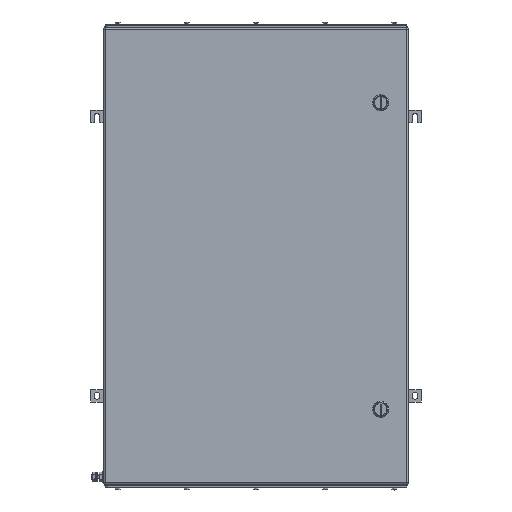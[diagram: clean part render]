
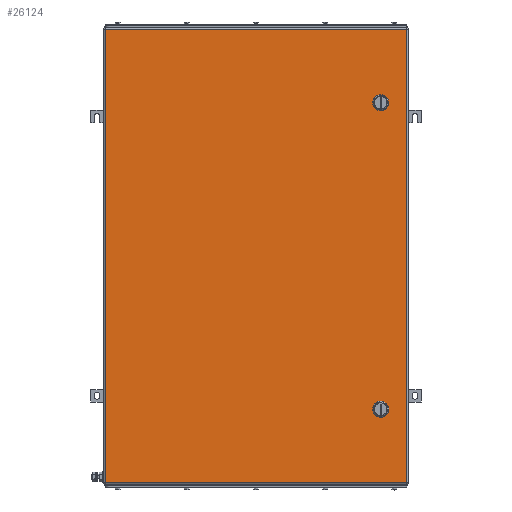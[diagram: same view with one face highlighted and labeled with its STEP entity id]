
A CAD part, top view. The second image highlights one B-rep face of the part: STEP entity #26124.
In plain terms, the highlighted planar face has unit normal (0, 0, 1).
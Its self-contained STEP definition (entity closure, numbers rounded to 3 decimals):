
#25938=AXIS2_PLACEMENT_3D('Circle Axis2P3D',#25936,#25937,$) ;
#25965=AXIS2_PLACEMENT_3D('Plane Axis2P3D',#25962,#25963,#25964) ;
#26010=AXIS2_PLACEMENT_3D('Circle Axis2P3D',#26008,#26009,$) ;
#26024=AXIS2_PLACEMENT_3D('Circle Axis2P3D',#26022,#26023,$) ;
#26038=AXIS2_PLACEMENT_3D('Circle Axis2P3D',#26036,#26037,$) ;
#26060=AXIS2_PLACEMENT_3D('Circle Axis2P3D',#26058,#26059,$) ;
#26076=AXIS2_PLACEMENT_3D('Circle Axis2P3D',#26074,#26075,$) ;
#26090=AXIS2_PLACEMENT_3D('Circle Axis2P3D',#26088,#26089,$) ;
#26104=AXIS2_PLACEMENT_3D('Circle Axis2P3D',#26102,#26103,$) ;
#25933=CARTESIAN_POINT('Vertex',(585.056,764.45,153.5)) ;
#25936=CARTESIAN_POINT('Axis2P3D Location',(580.,774.5,153.5)) ;
#25940=CARTESIAN_POINT('Vertex',(590.05,769.444,153.5)) ;
#25962=CARTESIAN_POINT('Axis2P3D Location',(330.5,468.,153.5)) ;
#25967=CARTESIAN_POINT('Line Origine',(330.5,921.5,153.5)) ;
#25971=CARTESIAN_POINT('Vertex',(632.,921.5,153.5)) ;
#25973=CARTESIAN_POINT('Vertex',(29.,921.5,153.5)) ;
#25976=CARTESIAN_POINT('Line Origine',(29.,468.,153.5)) ;
#25980=CARTESIAN_POINT('Vertex',(29.,14.5,153.5)) ;
#25983=CARTESIAN_POINT('Line Origine',(330.5,14.5,153.5)) ;
#25987=CARTESIAN_POINT('Vertex',(632.,14.5,153.5)) ;
#25990=CARTESIAN_POINT('Line Origine',(632.,468.,153.5)) ;
#26001=CARTESIAN_POINT('Line Origine',(580.,764.45,153.5)) ;
#26005=CARTESIAN_POINT('Vertex',(574.944,764.45,153.5)) ;
#26008=CARTESIAN_POINT('Axis2P3D Location',(580.,774.5,153.5)) ;
#26012=CARTESIAN_POINT('Vertex',(569.95,769.444,153.5)) ;
#26015=CARTESIAN_POINT('Line Origine',(569.95,774.5,153.5)) ;
#26019=CARTESIAN_POINT('Vertex',(569.95,779.556,153.5)) ;
#26022=CARTESIAN_POINT('Axis2P3D Location',(580.,774.5,153.5)) ;
#26026=CARTESIAN_POINT('Vertex',(574.944,784.55,153.5)) ;
#26029=CARTESIAN_POINT('Line Origine',(580.,784.55,153.5)) ;
#26033=CARTESIAN_POINT('Vertex',(585.056,784.55,153.5)) ;
#26036=CARTESIAN_POINT('Axis2P3D Location',(580.,774.5,153.5)) ;
#26040=CARTESIAN_POINT('Vertex',(590.05,779.556,153.5)) ;
#26043=CARTESIAN_POINT('Line Origine',(590.05,774.5,153.5)) ;
#26058=CARTESIAN_POINT('Axis2P3D Location',(580.,161.5,153.5)) ;
#26062=CARTESIAN_POINT('Vertex',(585.056,151.45,153.5)) ;
#26064=CARTESIAN_POINT('Vertex',(590.05,156.444,153.5)) ;
#26067=CARTESIAN_POINT('Line Origine',(580.,151.45,153.5)) ;
#26071=CARTESIAN_POINT('Vertex',(574.944,151.45,153.5)) ;
#26074=CARTESIAN_POINT('Axis2P3D Location',(580.,161.5,153.5)) ;
#26078=CARTESIAN_POINT('Vertex',(569.95,156.444,153.5)) ;
#26081=CARTESIAN_POINT('Line Origine',(569.95,161.5,153.5)) ;
#26085=CARTESIAN_POINT('Vertex',(569.95,166.556,153.5)) ;
#26088=CARTESIAN_POINT('Axis2P3D Location',(580.,161.5,153.5)) ;
#26092=CARTESIAN_POINT('Vertex',(574.944,171.55,153.5)) ;
#26095=CARTESIAN_POINT('Line Origine',(580.,171.55,153.5)) ;
#26099=CARTESIAN_POINT('Vertex',(585.056,171.55,153.5)) ;
#26102=CARTESIAN_POINT('Axis2P3D Location',(580.,161.5,153.5)) ;
#26106=CARTESIAN_POINT('Vertex',(590.05,166.556,153.5)) ;
#26109=CARTESIAN_POINT('Line Origine',(590.05,161.5,153.5)) ;
#25937=DIRECTION('Axis2P3D Direction',(0.,0.,1.)) ;
#25963=DIRECTION('Axis2P3D Direction',(0.,0.,1.)) ;
#25964=DIRECTION('Axis2P3D XDirection',(1.,0.,0.)) ;
#25968=DIRECTION('Vector Direction',(1.,0.,0.)) ;
#25977=DIRECTION('Vector Direction',(0.,-1.,0.)) ;
#25984=DIRECTION('Vector Direction',(1.,0.,0.)) ;
#25991=DIRECTION('Vector Direction',(0.,1.,0.)) ;
#26002=DIRECTION('Vector Direction',(1.,0.,0.)) ;
#26009=DIRECTION('Axis2P3D Direction',(0.,0.,1.)) ;
#26016=DIRECTION('Vector Direction',(0.,1.,0.)) ;
#26023=DIRECTION('Axis2P3D Direction',(0.,0.,1.)) ;
#26030=DIRECTION('Vector Direction',(1.,0.,0.)) ;
#26037=DIRECTION('Axis2P3D Direction',(0.,0.,1.)) ;
#26044=DIRECTION('Vector Direction',(0.,-1.,0.)) ;
#26059=DIRECTION('Axis2P3D Direction',(0.,0.,1.)) ;
#26068=DIRECTION('Vector Direction',(1.,0.,0.)) ;
#26075=DIRECTION('Axis2P3D Direction',(0.,0.,1.)) ;
#26082=DIRECTION('Vector Direction',(0.,1.,0.)) ;
#26089=DIRECTION('Axis2P3D Direction',(0.,0.,1.)) ;
#26096=DIRECTION('Vector Direction',(1.,0.,0.)) ;
#26103=DIRECTION('Axis2P3D Direction',(0.,0.,1.)) ;
#26110=DIRECTION('Vector Direction',(0.,-1.,0.)) ;
#25969=VECTOR('Line Direction',#25968,1.) ;
#25978=VECTOR('Line Direction',#25977,1.) ;
#25985=VECTOR('Line Direction',#25984,1.) ;
#25992=VECTOR('Line Direction',#25991,1.) ;
#26003=VECTOR('Line Direction',#26002,1.) ;
#26017=VECTOR('Line Direction',#26016,1.) ;
#26031=VECTOR('Line Direction',#26030,1.) ;
#26045=VECTOR('Line Direction',#26044,1.) ;
#26069=VECTOR('Line Direction',#26068,1.) ;
#26083=VECTOR('Line Direction',#26082,1.) ;
#26097=VECTOR('Line Direction',#26096,1.) ;
#26111=VECTOR('Line Direction',#26110,1.) ;
#25996=ORIENTED_EDGE('',*,*,#25975,.T.) ;
#25997=ORIENTED_EDGE('',*,*,#25982,.T.) ;
#25998=ORIENTED_EDGE('',*,*,#25989,.T.) ;
#25999=ORIENTED_EDGE('',*,*,#25994,.T.) ;
#26049=ORIENTED_EDGE('',*,*,#26007,.F.) ;
#26050=ORIENTED_EDGE('',*,*,#26014,.F.) ;
#26051=ORIENTED_EDGE('',*,*,#26021,.T.) ;
#26052=ORIENTED_EDGE('',*,*,#26028,.F.) ;
#26053=ORIENTED_EDGE('',*,*,#26035,.T.) ;
#26054=ORIENTED_EDGE('',*,*,#26042,.F.) ;
#26055=ORIENTED_EDGE('',*,*,#26047,.T.) ;
#26056=ORIENTED_EDGE('',*,*,#25942,.F.) ;
#26115=ORIENTED_EDGE('',*,*,#26066,.F.) ;
#26116=ORIENTED_EDGE('',*,*,#26073,.F.) ;
#26117=ORIENTED_EDGE('',*,*,#26080,.F.) ;
#26118=ORIENTED_EDGE('',*,*,#26087,.T.) ;
#26119=ORIENTED_EDGE('',*,*,#26094,.F.) ;
#26120=ORIENTED_EDGE('',*,*,#26101,.T.) ;
#26121=ORIENTED_EDGE('',*,*,#26108,.F.) ;
#26122=ORIENTED_EDGE('',*,*,#26113,.T.) ;
#26057=FACE_BOUND('',#26048,.T.) ;
#26123=FACE_BOUND('',#26114,.T.) ;
#26124=ADVANCED_FACE('ZUB_KTB_QL_916115_2GP_AllCATPart_AllCATPart.2\\ZUB_KTB_QL_916115_2GP_AllCATPart.2\\ZUB_DE_KTB_QL.1\\DE_KTB_MH_PART_MASTER.1\\Koerper.2',(#26000,#26057,#26123),#25966,.T.) ;
#25939=CIRCLE('generated circle',#25938,11.25) ;
#26011=CIRCLE('generated circle',#26010,11.25) ;
#26025=CIRCLE('generated circle',#26024,11.25) ;
#26039=CIRCLE('generated circle',#26038,11.25) ;
#26061=CIRCLE('generated circle',#26060,11.25) ;
#26077=CIRCLE('generated circle',#26076,11.25) ;
#26091=CIRCLE('generated circle',#26090,11.25) ;
#26105=CIRCLE('generated circle',#26104,11.25) ;
#25942=EDGE_CURVE('',#25934,#25941,#25939,.T.) ;
#25975=EDGE_CURVE('',#25972,#25974,#25970,.F.) ;
#25982=EDGE_CURVE('',#25974,#25981,#25979,.T.) ;
#25989=EDGE_CURVE('',#25981,#25988,#25986,.T.) ;
#25994=EDGE_CURVE('',#25988,#25972,#25993,.T.) ;
#26007=EDGE_CURVE('',#26006,#25934,#26004,.T.) ;
#26014=EDGE_CURVE('',#26013,#26006,#26011,.T.) ;
#26021=EDGE_CURVE('',#26013,#26020,#26018,.T.) ;
#26028=EDGE_CURVE('',#26027,#26020,#26025,.T.) ;
#26035=EDGE_CURVE('',#26027,#26034,#26032,.T.) ;
#26042=EDGE_CURVE('',#26041,#26034,#26039,.T.) ;
#26047=EDGE_CURVE('',#26041,#25941,#26046,.T.) ;
#26066=EDGE_CURVE('',#26063,#26065,#26061,.T.) ;
#26073=EDGE_CURVE('',#26072,#26063,#26070,.T.) ;
#26080=EDGE_CURVE('',#26079,#26072,#26077,.T.) ;
#26087=EDGE_CURVE('',#26079,#26086,#26084,.T.) ;
#26094=EDGE_CURVE('',#26093,#26086,#26091,.T.) ;
#26101=EDGE_CURVE('',#26093,#26100,#26098,.T.) ;
#26108=EDGE_CURVE('',#26107,#26100,#26105,.T.) ;
#26113=EDGE_CURVE('',#26107,#26065,#26112,.T.) ;
#25995=EDGE_LOOP('',(#25996,#25997,#25998,#25999)) ;
#26048=EDGE_LOOP('',(#26049,#26050,#26051,#26052,#26053,#26054,#26055,#26056)) ;
#26114=EDGE_LOOP('',(#26115,#26116,#26117,#26118,#26119,#26120,#26121,#26122)) ;
#26000=FACE_OUTER_BOUND('',#25995,.T.) ;
#25970=LINE('Line',#25967,#25969) ;
#25979=LINE('Line',#25976,#25978) ;
#25986=LINE('Line',#25983,#25985) ;
#25993=LINE('Line',#25990,#25992) ;
#26004=LINE('Line',#26001,#26003) ;
#26018=LINE('Line',#26015,#26017) ;
#26032=LINE('Line',#26029,#26031) ;
#26046=LINE('Line',#26043,#26045) ;
#26070=LINE('Line',#26067,#26069) ;
#26084=LINE('Line',#26081,#26083) ;
#26098=LINE('Line',#26095,#26097) ;
#26112=LINE('Line',#26109,#26111) ;
#25966=PLANE('',#25965) ;
#25934=VERTEX_POINT('',#25933) ;
#25941=VERTEX_POINT('',#25940) ;
#25972=VERTEX_POINT('',#25971) ;
#25974=VERTEX_POINT('',#25973) ;
#25981=VERTEX_POINT('',#25980) ;
#25988=VERTEX_POINT('',#25987) ;
#26006=VERTEX_POINT('',#26005) ;
#26013=VERTEX_POINT('',#26012) ;
#26020=VERTEX_POINT('',#26019) ;
#26027=VERTEX_POINT('',#26026) ;
#26034=VERTEX_POINT('',#26033) ;
#26041=VERTEX_POINT('',#26040) ;
#26063=VERTEX_POINT('',#26062) ;
#26065=VERTEX_POINT('',#26064) ;
#26072=VERTEX_POINT('',#26071) ;
#26079=VERTEX_POINT('',#26078) ;
#26086=VERTEX_POINT('',#26085) ;
#26093=VERTEX_POINT('',#26092) ;
#26100=VERTEX_POINT('',#26099) ;
#26107=VERTEX_POINT('',#26106) ;
